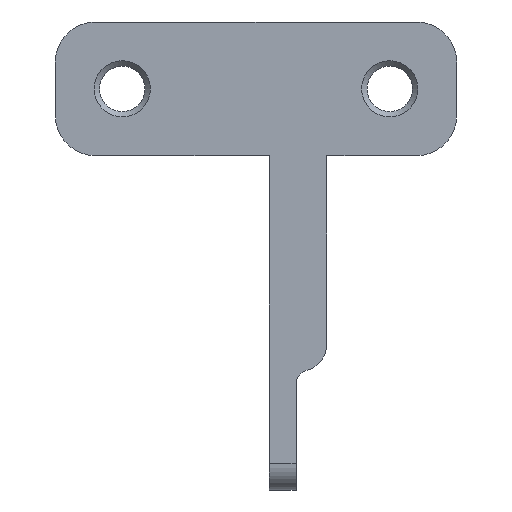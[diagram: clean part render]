
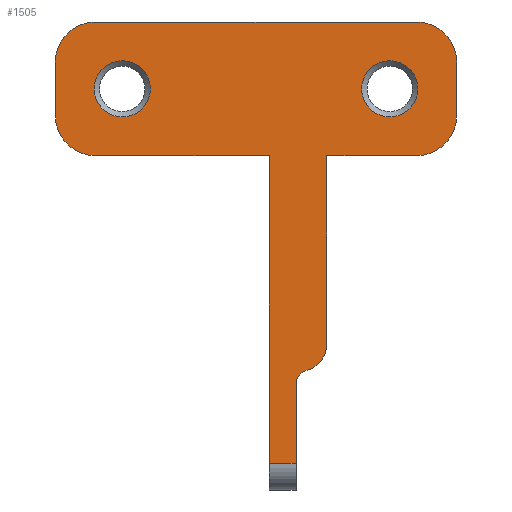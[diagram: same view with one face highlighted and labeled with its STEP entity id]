
A CAD part, left-side view. The second image highlights one B-rep face of the part: STEP entity #1505.
In plain terms, the highlighted face is planar.
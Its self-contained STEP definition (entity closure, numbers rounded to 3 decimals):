
#75=FACE_BOUND('',#250,.T.);
#76=FACE_BOUND('',#251,.T.);
#98=PLANE('',#1668);
#155=FACE_OUTER_BOUND('',#249,.T.);
#249=EDGE_LOOP('',(#1212,#1213,#1214,#1215,#1216,#1217,#1218,#1219,#1220,
#1221,#1222,#1223,#1224,#1225,#1226));
#250=EDGE_LOOP('',(#1227));
#251=EDGE_LOOP('',(#1228));
#350=LINE('',#2562,#456);
#357=LINE('',#2582,#463);
#358=LINE('',#2584,#464);
#359=LINE('',#2586,#465);
#360=LINE('',#2588,#466);
#361=LINE('',#2594,#467);
#362=LINE('',#2596,#468);
#363=LINE('',#2600,#469);
#364=LINE('',#2603,#470);
#456=VECTOR('',#1994,10.);
#463=VECTOR('',#2013,10.);
#464=VECTOR('',#2014,10.);
#465=VECTOR('',#2015,2.);
#466=VECTOR('',#2016,10.);
#467=VECTOR('',#2021,10.);
#468=VECTOR('',#2022,10.);
#469=VECTOR('',#2025,10.);
#470=VECTOR('',#2028,10.);
#555=CIRCLE('',#1660,3.);
#559=CIRCLE('',#1667,3.);
#560=CIRCLE('',#1669,1.096);
#561=CIRCLE('',#1670,2.);
#562=CIRCLE('',#1671,3.);
#563=CIRCLE('',#1672,3.);
#564=CIRCLE('',#1673,2.1);
#565=CIRCLE('',#1674,2.1);
#674=VERTEX_POINT('',#2552);
#675=VERTEX_POINT('',#2553);
#678=VERTEX_POINT('',#2561);
#684=VERTEX_POINT('',#2577);
#685=VERTEX_POINT('',#2581);
#686=VERTEX_POINT('',#2583);
#687=VERTEX_POINT('',#2585);
#688=VERTEX_POINT('',#2587);
#689=VERTEX_POINT('',#2589);
#690=VERTEX_POINT('',#2591);
#691=VERTEX_POINT('',#2593);
#692=VERTEX_POINT('',#2595);
#693=VERTEX_POINT('',#2597);
#694=VERTEX_POINT('',#2599);
#695=VERTEX_POINT('',#2601);
#696=VERTEX_POINT('',#2604);
#697=VERTEX_POINT('',#2606);
#857=EDGE_CURVE('',#674,#675,#555,.T.);
#861=EDGE_CURVE('',#678,#674,#350,.T.);
#869=EDGE_CURVE('',#684,#678,#559,.T.);
#871=EDGE_CURVE('',#675,#685,#357,.T.);
#872=EDGE_CURVE('',#685,#686,#358,.T.);
#873=EDGE_CURVE('',#686,#687,#359,.T.);
#874=EDGE_CURVE('',#687,#688,#360,.T.);
#875=EDGE_CURVE('',#688,#689,#560,.T.);
#876=EDGE_CURVE('',#689,#690,#561,.T.);
#877=EDGE_CURVE('',#690,#691,#361,.T.);
#878=EDGE_CURVE('',#691,#692,#362,.T.);
#879=EDGE_CURVE('',#692,#693,#562,.T.);
#880=EDGE_CURVE('',#694,#693,#363,.T.);
#881=EDGE_CURVE('',#694,#695,#563,.T.);
#882=EDGE_CURVE('',#684,#695,#364,.T.);
#883=EDGE_CURVE('',#696,#696,#564,.T.);
#884=EDGE_CURVE('',#697,#697,#565,.T.);
#1212=ORIENTED_EDGE('',*,*,#857,.T.);
#1213=ORIENTED_EDGE('',*,*,#871,.T.);
#1214=ORIENTED_EDGE('',*,*,#872,.T.);
#1215=ORIENTED_EDGE('',*,*,#873,.T.);
#1216=ORIENTED_EDGE('',*,*,#874,.T.);
#1217=ORIENTED_EDGE('',*,*,#875,.T.);
#1218=ORIENTED_EDGE('',*,*,#876,.T.);
#1219=ORIENTED_EDGE('',*,*,#877,.T.);
#1220=ORIENTED_EDGE('',*,*,#878,.T.);
#1221=ORIENTED_EDGE('',*,*,#879,.T.);
#1222=ORIENTED_EDGE('',*,*,#880,.F.);
#1223=ORIENTED_EDGE('',*,*,#881,.T.);
#1224=ORIENTED_EDGE('',*,*,#882,.F.);
#1225=ORIENTED_EDGE('',*,*,#869,.T.);
#1226=ORIENTED_EDGE('',*,*,#861,.T.);
#1227=ORIENTED_EDGE('',*,*,#883,.T.);
#1228=ORIENTED_EDGE('',*,*,#884,.T.);
#1505=ADVANCED_FACE('',(#155,#75,#76),#98,.F.);
#1660=AXIS2_PLACEMENT_3D('',#2554,#1986,#1987);
#1667=AXIS2_PLACEMENT_3D('',#2578,#2008,#2009);
#1668=AXIS2_PLACEMENT_3D('',#2580,#2011,#2012);
#1669=AXIS2_PLACEMENT_3D('',#2590,#2017,#2018);
#1670=AXIS2_PLACEMENT_3D('',#2592,#2019,#2020);
#1671=AXIS2_PLACEMENT_3D('',#2598,#2023,#2024);
#1672=AXIS2_PLACEMENT_3D('',#2602,#2026,#2027);
#1673=AXIS2_PLACEMENT_3D('',#2605,#2029,#2030);
#1674=AXIS2_PLACEMENT_3D('',#2607,#2031,#2032);
#1986=DIRECTION('center_axis',(1.,0.,0.));
#1987=DIRECTION('ref_axis',(0.,0.707,0.707));
#1994=DIRECTION('',(0.,0.,1.));
#2008=DIRECTION('center_axis',(1.,0.,0.));
#2009=DIRECTION('ref_axis',(0.,0.707,-0.707));
#2011=DIRECTION('center_axis',(-1.,0.,0.));
#2012=DIRECTION('ref_axis',(0.,0.,-1.));
#2013=DIRECTION('',(0.,-1.,0.));
#2014=DIRECTION('',(0.,0.,1.));
#2015=DIRECTION('',(0.,-1.,0.));
#2016=DIRECTION('',(0.,0.,-1.));
#2017=DIRECTION('center_axis',(-1.,0.,0.));
#2018=DIRECTION('ref_axis',(0.,0.707,-0.707));
#2019=DIRECTION('center_axis',(1.,0.,0.));
#2020=DIRECTION('ref_axis',(0.,1.,0.));
#2021=DIRECTION('',(0.,0.,-1.));
#2022=DIRECTION('',(0.,-1.,0.));
#2023=DIRECTION('center_axis',(1.,0.,0.));
#2024=DIRECTION('ref_axis',(0.,-0.707,0.707));
#2025=DIRECTION('',(0.,0.,1.));
#2026=DIRECTION('center_axis',(1.,0.,0.));
#2027=DIRECTION('ref_axis',(0.,-0.707,-0.707));
#2028=DIRECTION('',(0.,-1.,0.));
#2029=DIRECTION('center_axis',(-1.,0.,0.));
#2030=DIRECTION('ref_axis',(0.,1.,0.));
#2031=DIRECTION('center_axis',(-1.,0.,0.));
#2032=DIRECTION('ref_axis',(0.,1.,0.));
#2552=CARTESIAN_POINT('',(3.75,16.,-22.));
#2553=CARTESIAN_POINT('',(3.75,13.,-19.));
#2554=CARTESIAN_POINT('Origin',(3.75,13.,-22.));
#2561=CARTESIAN_POINT('',(3.75,16.,-26.));
#2562=CARTESIAN_POINT('',(3.75,16.,-29.));
#2577=CARTESIAN_POINT('',(3.75,13.,-29.));
#2578=CARTESIAN_POINT('Origin',(3.75,13.,-26.));
#2580=CARTESIAN_POINT('Origin',(3.75,0.,6.));
#2581=CARTESIAN_POINT('',(3.75,0.,-19.));
#2582=CARTESIAN_POINT('',(3.75,16.,-19.));
#2583=CARTESIAN_POINT('',(3.75,0.,3.995));
#2584=CARTESIAN_POINT('',(3.75,0.,-29.));
#2585=CARTESIAN_POINT('',(3.75,-2.,3.995));
#2586=CARTESIAN_POINT('',(3.75,0.,3.995));
#2587=CARTESIAN_POINT('',(3.75,-2.,-1.904));
#2588=CARTESIAN_POINT('',(3.75,-2.,-29.));
#2589=CARTESIAN_POINT('',(3.75,-2.814,-2.963));
#2590=CARTESIAN_POINT('Origin',(3.75,-3.096,-1.904));
#2591=CARTESIAN_POINT('',(3.75,-4.3,-4.896));
#2592=CARTESIAN_POINT('Origin',(3.75,-2.3,-4.896));
#2593=CARTESIAN_POINT('',(3.75,-4.3,-19.));
#2594=CARTESIAN_POINT('',(3.75,-4.3,-29.));
#2595=CARTESIAN_POINT('',(3.75,-11.,-19.));
#2596=CARTESIAN_POINT('',(3.75,16.,-19.));
#2597=CARTESIAN_POINT('',(3.75,-14.,-22.));
#2598=CARTESIAN_POINT('Origin',(3.75,-11.,-22.));
#2599=CARTESIAN_POINT('',(3.75,-14.,-26.));
#2600=CARTESIAN_POINT('',(3.75,-14.,-29.));
#2601=CARTESIAN_POINT('',(3.75,-11.,-29.));
#2602=CARTESIAN_POINT('Origin',(3.75,-11.,-26.));
#2603=CARTESIAN_POINT('',(3.75,16.,-29.));
#2604=CARTESIAN_POINT('',(3.75,-11.1,-24.));
#2605=CARTESIAN_POINT('Origin',(3.75,-9.,-24.));
#2606=CARTESIAN_POINT('',(3.75,8.9,-24.));
#2607=CARTESIAN_POINT('Origin',(3.75,11.,-24.));
